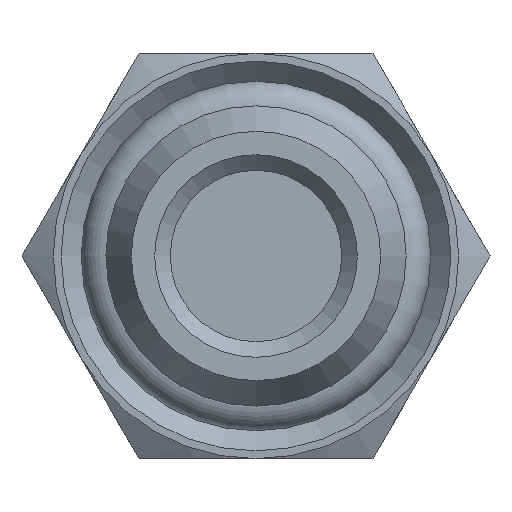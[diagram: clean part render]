
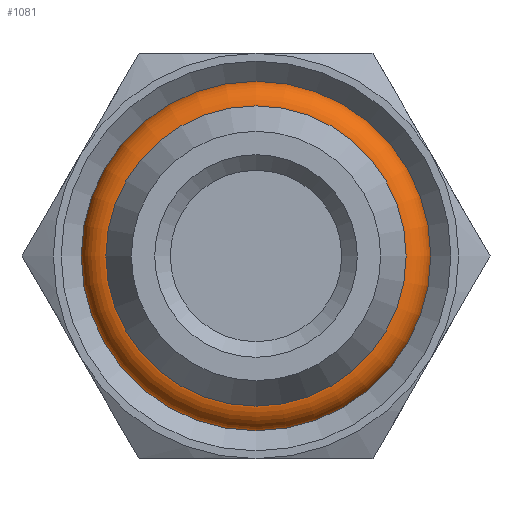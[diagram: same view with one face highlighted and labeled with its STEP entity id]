
A CAD part, front view. The second image highlights one B-rep face of the part: STEP entity #1081.
In plain terms, the highlighted toroidal (fillet/blend) face has major radius 4.715 mm and minor radius 0.89 mm.
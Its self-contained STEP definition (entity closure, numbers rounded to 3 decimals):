
#316=FACE_OUTER_BOUND('',#413,.T.);
#413=EDGE_LOOP('',(#908,#910,#909,#911));
#497=CIRCLE('',#1185,0.89);
#498=CIRCLE('',#1186,5.605);
#580=VERTEX_POINT('',#18444);
#698=EDGE_CURVE('',#580,#580,#497,.T.);
#699=EDGE_CURVE('',#580,#580,#498,.T.);
#908=ORIENTED_EDGE('',*,*,#698,.T.);
#909=ORIENTED_EDGE('',*,*,#698,.F.);
#910=ORIENTED_EDGE('',*,*,#699,.T.);
#911=ORIENTED_EDGE('',*,*,#699,.F.);
#1037=TOROIDAL_SURFACE('',#1184,4.715,0.89);
#1081=ADVANCED_FACE('',(#316),#1037,.T.);
#1184=AXIS2_PLACEMENT_3D('',#18441,#1391,#1392);
#1185=AXIS2_PLACEMENT_3D('',#18442,#1393,#1394);
#1186=AXIS2_PLACEMENT_3D('',#18443,#1395,#1396);
#1391=DIRECTION('center_axis',(0.,-1.,0.));
#1392=DIRECTION('ref_axis',(0.,0.,-1.));
#1393=DIRECTION('center_axis',(-1.,0.,0.));
#1394=DIRECTION('ref_axis',(0.,0.,-1.));
#1395=DIRECTION('center_axis',(0.,1.,0.));
#1396=DIRECTION('ref_axis',(0.,0.,-1.));
#18441=CARTESIAN_POINT('Origin',(0.,6.,0.));
#18442=CARTESIAN_POINT('Origin',(0.,6.,-4.715));
#18443=CARTESIAN_POINT('Origin',(0.,6.,0.));
#18444=CARTESIAN_POINT('',(0.,6.,-5.605));
